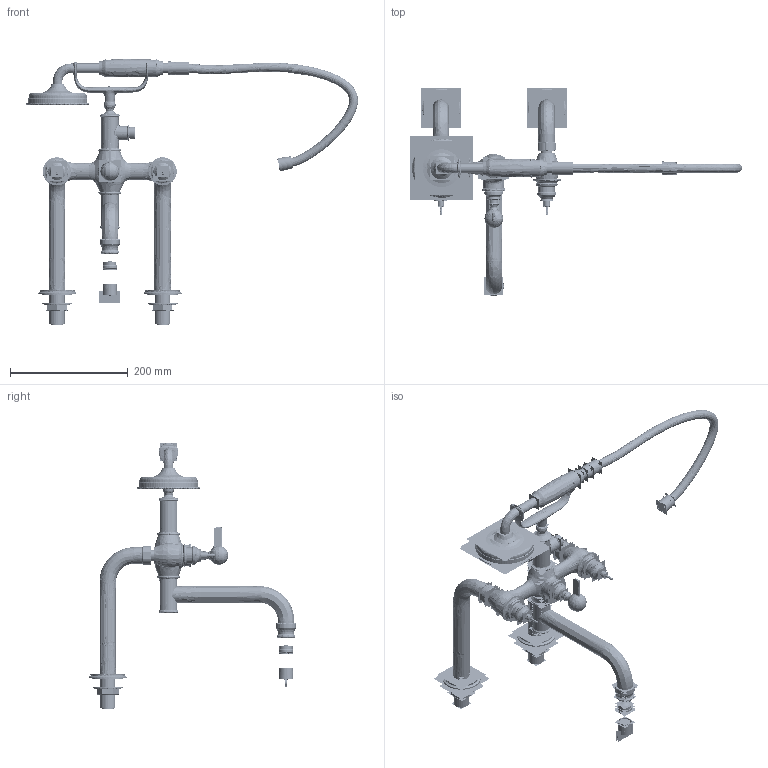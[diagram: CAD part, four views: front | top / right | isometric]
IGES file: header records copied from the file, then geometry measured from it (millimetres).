
Start section:  PTC IGES file: ARC 2018 CHR.igs
Global section: file name: ARC 2018 CHR.igs; native system: Pro/ENGINEER by Parametric Technology Corporation; preprocessor: 2009360; author: user33; organization: Unknown; date: 20200406.083526; units: millimetre
Bounding box: 564.7 x 354.19 x 452.55 mm (x, y, z)
Volume: 2245200.6 mm3; surface area: 8841830.7 mm2
Topology: 81 solids, 186 shells, 8872 faces, 49945 edges, 67252 vertices
Faces by surface type: revolution 5004, bspline 3852, extrusion 16
